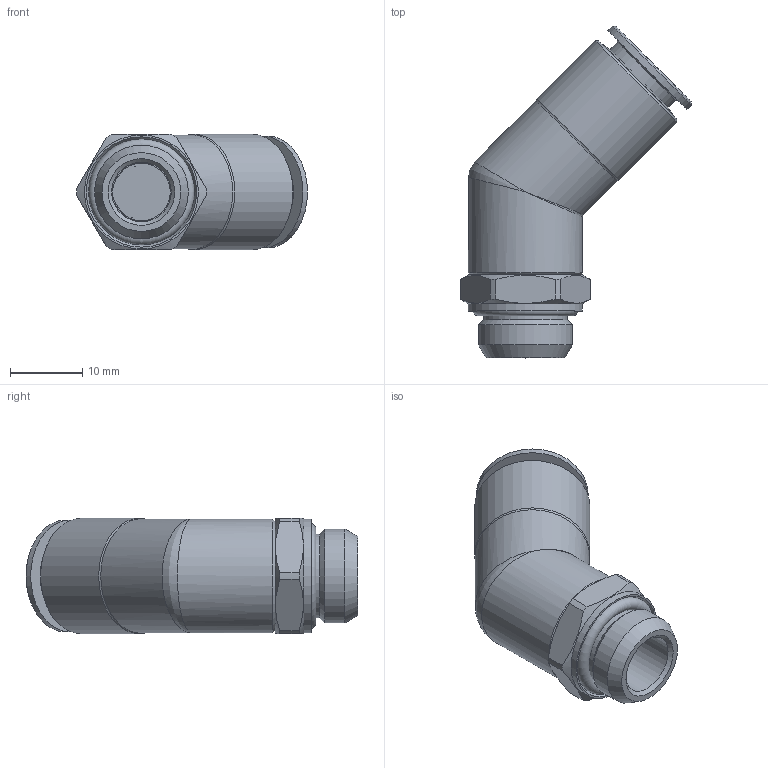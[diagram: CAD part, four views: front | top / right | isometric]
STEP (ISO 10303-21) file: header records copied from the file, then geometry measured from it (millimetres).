
FILE_DESCRIPTION(( 'MA.16.10.14-45.stp' ), '1');
FILE_NAME( 'MA.16.10.14-45.stp', '2021-03-01T15:07:24',( 'Sopra'),('sopra-pneumatic.com'), 'SwSTEP 2.0','SolidWorks 2009','' );
FILE_SCHEMA( ( 'CONFIG_CONTROL_DESIGN' ) );
Length unit declared in the file: millimetre
Products named in the file (3): A0060052-45; Taglia-Rivoluzione1; 036-A096-1/011-0010-1-solid1
Assembly tree (2 placements, depth 2):
  A0060052-45
    Taglia-Rivoluzione1
    036-A096-1/011-0010-1-solid1
Bounding box: 32.02 x 46.02 x 16 mm (x, y, z)
Volume: 6330.7 mm3; surface area: 4153.3 mm2
Topology: 2 solids, 2 shells, 54 faces, 127 edges, 77 vertices
Faces by surface type: cylinder 19, plane 15, cone 15, torus 3, bspline 2
Full cylindrical faces by diameter (mm): 7 x1, 8 x1, 8.25 x1, 10.15 x1, 11.4 x1, 11.6 x1, 13 x1, 13.65 x1, 15.5 x1, 15.8 x3, 16 x1
Entity records: 1785 total; most frequent: CARTESIAN_POINT 643, DIRECTION 218, ORIENTED_EDGE 172, AXIS2_PLACEMENT_3D 103, EDGE_LOOP 90, EDGE_CURVE 86, VERTEX_POINT 71, FACE_OUTER_BOUND 68
